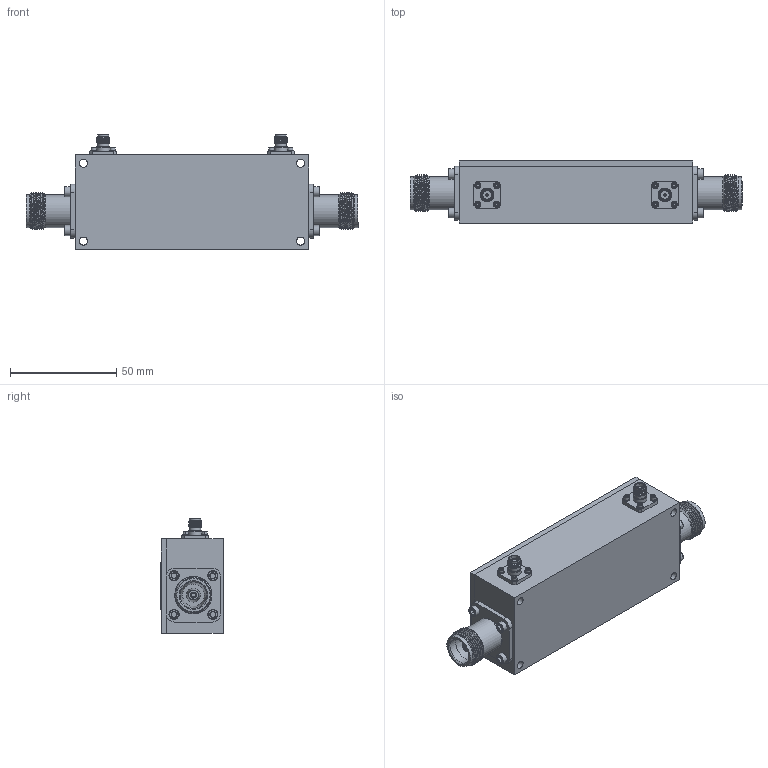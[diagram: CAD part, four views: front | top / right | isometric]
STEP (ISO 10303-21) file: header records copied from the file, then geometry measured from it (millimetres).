
FILE_DESCRIPTION (( 'STEP AP203' ), '1' );
FILE_NAME ('FMCP1006_3D.step', '2021-09-06T14:56:58', ( '' ), ( '' ), 'SwSTEP 2.0', 'SolidWorks 2021', '' );
FILE_SCHEMA (( 'CONFIG_CONTROL_DESIGN' ));
Length unit declared in the file: inch
Products named in the file (1): FMCP1006_3D
Bounding box: 156.19 x 29.29 x 54.03 mm (x, y, z)
Volume: 151332.5 mm3; surface area: 26442 mm2
Topology: 1 solids, 20 shells, 603 faces, 1266 edges, 773 vertices
Faces by surface type: plane 284, cone 154, cylinder 135, bspline 28, torus 2
Full cylindrical faces by diameter (mm): 0.94 x2, 1.016 x2, 1.194 x2, 1.27 x2, 1.524 x24, 1.643 x1, 1.81 x2, 1.854 x10, 2.438 x8, 2.811 x2, 2.946 x8, 2.972 x8, 3.572 x8, 3.81 x4, 4.521 x2, 4.755 x8, 5.08 x2, 5.334 x4, 6.35 x2, 12.492 x2, 15.592 x4
Entity records: 25969 total; most frequent: CARTESIAN_POINT 14862, DIRECTION 2282, ORIENTED_EDGE 1980, EDGE_CURVE 990, AXIS2_PLACEMENT_3D 964, EDGE_LOOP 838, FACE_OUTER_BOUND 672, VERTEX_POINT 668
